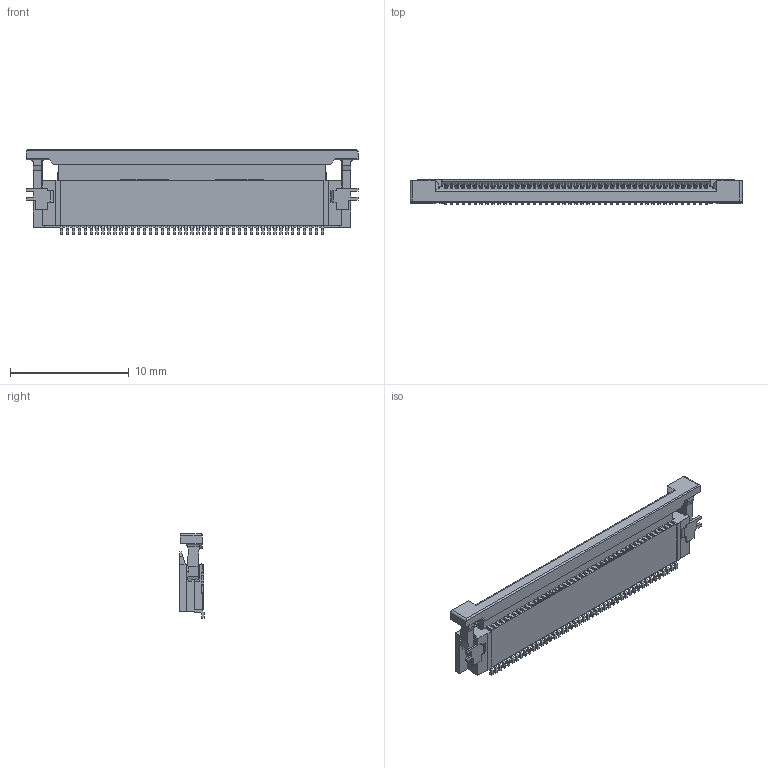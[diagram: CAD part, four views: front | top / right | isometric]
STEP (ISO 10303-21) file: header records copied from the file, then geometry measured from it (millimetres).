
FILE_DESCRIPTION(('STEP AP214'),'1');
FILE_NAME('54104-4596.stp','2020-09-11T10:26:57',('TraceParts'),('TraceParts S.A.'),'Spatial InterOp 3D',' ',' ');
FILE_SCHEMA(('AUTOMOTIVE_DESIGN { 1 0 10303 214 1 1 1 1 }'));
Length unit declared in the file: millimetre
Products named in the file (1): 54104-4596_1
Bounding box: 28 x 2.05 x 7.15 mm (x, y, z)
Volume: 187.9 mm3; surface area: 1371.3 mm2
Topology: 2 solids, 2 shells, 1833 faces, 6121 edges, 4304 vertices
Faces by surface type: plane 1582, cylinder 251
Entity records: 65929 total; most frequent: CARTESIAN_POINT 11925, ORIENTED_EDGE 11858, DIRECTION 10281, EDGE_CURVE 5929, LINE 5617, VECTOR 5617, VERTEX_POINT 3920, AXIS2_PLACEMENT_3D 2332
